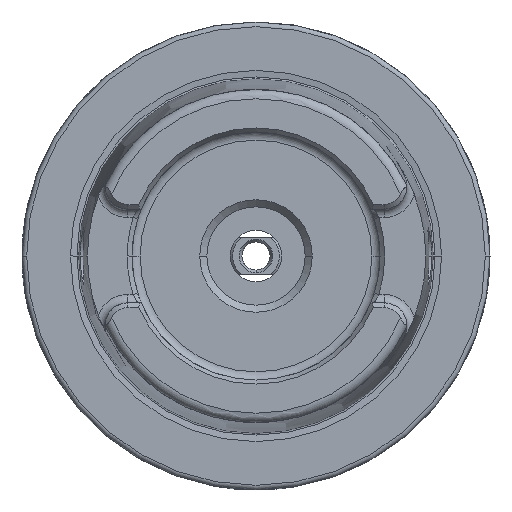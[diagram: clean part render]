
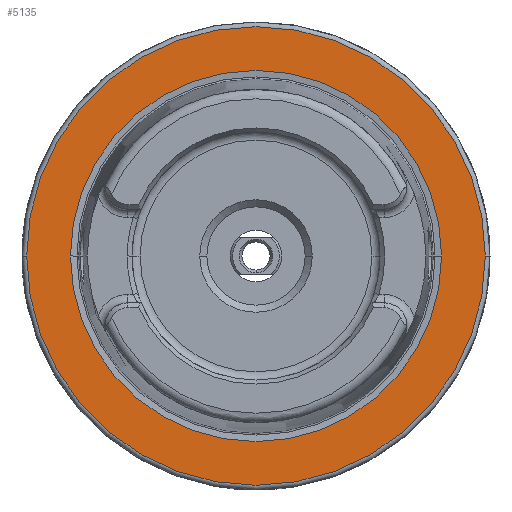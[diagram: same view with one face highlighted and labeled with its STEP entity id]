
A CAD part, left-side view. The second image highlights one B-rep face of the part: STEP entity #5135.
In plain terms, the highlighted planar face has unit normal (-1, 0, 0).
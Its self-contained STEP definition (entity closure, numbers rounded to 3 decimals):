
#132 = ORIENTED_EDGE ( 'NONE', *, *, #9983, .T. ) ;
#372 = DIRECTION ( 'NONE',  ( -1., 0., 0. ) ) ;
#813 = AXIS2_PLACEMENT_3D ( 'NONE', #10118, #5633, #1177 ) ;
#1059 = VERTEX_POINT ( 'NONE', #3364 ) ;
#1177 = DIRECTION ( 'NONE',  ( 0., 0., -1. ) ) ;
#1555 = CARTESIAN_POINT ( 'NONE',  ( 0.05, 0., -39.647 ) ) ;
#1858 = CARTESIAN_POINT ( 'NONE',  ( 0.05, 0., 0. ) ) ;
#1945 = AXIS2_PLACEMENT_3D ( 'NONE', #10032, #6595, #2062 ) ;
#2062 = DIRECTION ( 'NONE',  ( 0., 0., -1. ) ) ;
#2217 = AXIS2_PLACEMENT_3D ( 'NONE', #1858, #2607, #10639 ) ;
#2607 = DIRECTION ( 'NONE',  ( 1., 0., 0. ) ) ;
#3115 = FACE_BOUND ( 'NONE', #6298, .T. ) ;
#3117 = VERTEX_POINT ( 'NONE', #5774 ) ;
#3364 = CARTESIAN_POINT ( 'NONE',  ( 0.05, 0., 49. ) ) ;
#3412 = CIRCLE ( 'NONE', #1945, 39.647 ) ;
#4211 = ORIENTED_EDGE ( 'NONE', *, *, #9530, .F. ) ;
#4404 = VERTEX_POINT ( 'NONE', #8796 ) ;
#5135 = ADVANCED_FACE ( 'NONE', ( #3115, #6677 ), #8293, .T. ) ;
#5633 = DIRECTION ( 'NONE',  ( 1., 0., 0. ) ) ;
#5774 = CARTESIAN_POINT ( 'NONE',  ( 0.05, 0., 39.647 ) ) ;
#5851 = CARTESIAN_POINT ( 'NONE',  ( 0.05, 0., 0. ) ) ;
#5905 = EDGE_CURVE ( 'NONE', #3117, #8818, #8757, .T. ) ;
#6294 = EDGE_CURVE ( 'NONE', #4404, #1059, #9813, .T. ) ;
#6298 = EDGE_LOOP ( 'NONE', ( #6414, #132 ) ) ;
#6389 = AXIS2_PLACEMENT_3D ( 'NONE', #9280, #372, #9401 ) ;
#6414 = ORIENTED_EDGE ( 'NONE', *, *, #5905, .T. ) ;
#6595 = DIRECTION ( 'NONE',  ( 1., 0., 0. ) ) ;
#6677 = FACE_OUTER_BOUND ( 'NONE', #10713, .T. ) ;
#6847 = DIRECTION ( 'NONE',  ( 1., 0., 0. ) ) ;
#7860 = ORIENTED_EDGE ( 'NONE', *, *, #6294, .F. ) ;
#8293 = PLANE ( 'NONE',  #6389 ) ;
#8451 = DIRECTION ( 'NONE',  ( 0., 0., -1. ) ) ;
#8757 = CIRCLE ( 'NONE', #813, 39.647 ) ;
#8796 = CARTESIAN_POINT ( 'NONE',  ( 0.05, 0., -49. ) ) ;
#8818 = VERTEX_POINT ( 'NONE', #1555 ) ;
#9280 = CARTESIAN_POINT ( 'NONE',  ( 0.05, 39.647, 0. ) ) ;
#9401 = DIRECTION ( 'NONE',  ( 0., 0., 1. ) ) ;
#9530 = EDGE_CURVE ( 'NONE', #1059, #4404, #10765, .T. ) ;
#9813 = CIRCLE ( 'NONE', #10742, 49. ) ;
#9983 = EDGE_CURVE ( 'NONE', #8818, #3117, #3412, .T. ) ;
#10032 = CARTESIAN_POINT ( 'NONE',  ( 0.05, 0., 0. ) ) ;
#10118 = CARTESIAN_POINT ( 'NONE',  ( 0.05, 0., 0. ) ) ;
#10639 = DIRECTION ( 'NONE',  ( 0., 0., -1. ) ) ;
#10713 = EDGE_LOOP ( 'NONE', ( #7860, #4211 ) ) ;
#10742 = AXIS2_PLACEMENT_3D ( 'NONE', #5851, #6847, #8451 ) ;
#10765 = CIRCLE ( 'NONE', #2217, 49. ) ;
